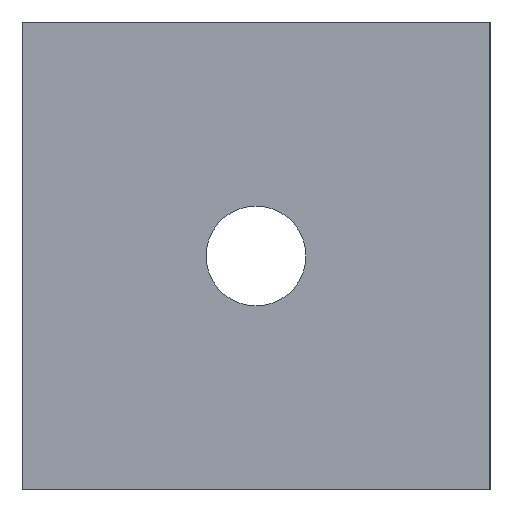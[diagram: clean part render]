
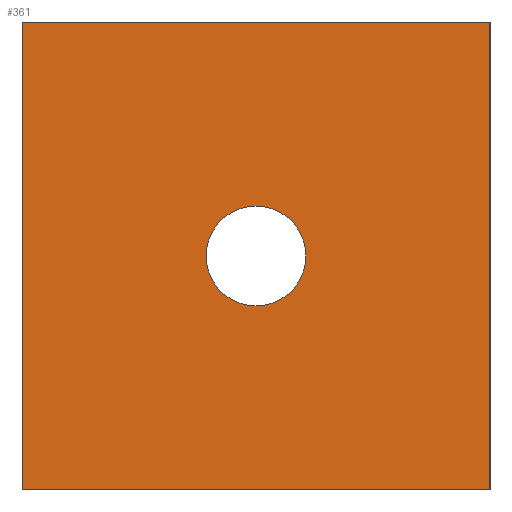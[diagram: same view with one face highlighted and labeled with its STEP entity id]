
A CAD part, left-side view. The second image highlights one B-rep face of the part: STEP entity #361.
In plain terms, the highlighted planar face has unit normal (-1, 0, 0).
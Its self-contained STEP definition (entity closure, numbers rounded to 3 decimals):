
#21=FACE_BOUND('',#73,.T.);
#30=PLANE('',#411);
#48=FACE_OUTER_BOUND('',#72,.T.);
#72=EDGE_LOOP('',(#322,#323,#324,#325));
#73=EDGE_LOOP('',(#326));
#86=CIRCLE('',#401,1.6);
#100=LINE('',#616,#121);
#108=LINE('',#631,#129);
#109=LINE('',#633,#130);
#110=LINE('',#634,#131);
#121=VECTOR('',#512,10.);
#129=VECTOR('',#524,10.);
#130=VECTOR('',#527,10.);
#131=VECTOR('',#528,10.);
#172=VERTEX_POINT('',#597);
#177=VERTEX_POINT('',#613);
#178=VERTEX_POINT('',#615);
#182=VERTEX_POINT('',#627);
#183=VERTEX_POINT('',#629);
#217=EDGE_CURVE('',#172,#172,#86,.T.);
#224=EDGE_CURVE('',#177,#178,#100,.T.);
#232=EDGE_CURVE('',#182,#183,#108,.T.);
#233=EDGE_CURVE('',#177,#182,#109,.T.);
#234=EDGE_CURVE('',#178,#183,#110,.T.);
#322=ORIENTED_EDGE('',*,*,#233,.T.);
#323=ORIENTED_EDGE('',*,*,#232,.T.);
#324=ORIENTED_EDGE('',*,*,#234,.F.);
#325=ORIENTED_EDGE('',*,*,#224,.F.);
#326=ORIENTED_EDGE('',*,*,#217,.T.);
#361=ADVANCED_FACE('',(#48,#21),#30,.T.);
#401=AXIS2_PLACEMENT_3D('',#599,#493,#494);
#411=AXIS2_PLACEMENT_3D('',#632,#525,#526);
#493=DIRECTION('center_axis',(1.,0.,0.));
#494=DIRECTION('ref_axis',(0.,1.,0.));
#512=DIRECTION('',(0.,0.,1.));
#524=DIRECTION('',(0.,0.,1.));
#525=DIRECTION('center_axis',(-1.,0.,0.));
#526=DIRECTION('ref_axis',(0.,-1.,0.));
#527=DIRECTION('',(0.,-1.,0.));
#528=DIRECTION('',(0.,-1.,0.));
#597=CARTESIAN_POINT('',(-7.5,-1.6,7.5));
#599=CARTESIAN_POINT('Origin',(-7.5,0.,7.5));
#613=CARTESIAN_POINT('',(-7.5,7.5,0.));
#615=CARTESIAN_POINT('',(-7.5,7.5,15.));
#616=CARTESIAN_POINT('',(-7.5,7.5,0.));
#627=CARTESIAN_POINT('',(-7.5,-7.5,0.));
#629=CARTESIAN_POINT('',(-7.5,-7.5,15.));
#631=CARTESIAN_POINT('',(-7.5,-7.5,0.));
#632=CARTESIAN_POINT('Origin',(-7.5,7.5,0.));
#633=CARTESIAN_POINT('',(-7.5,7.5,0.));
#634=CARTESIAN_POINT('',(-7.5,7.5,15.));
